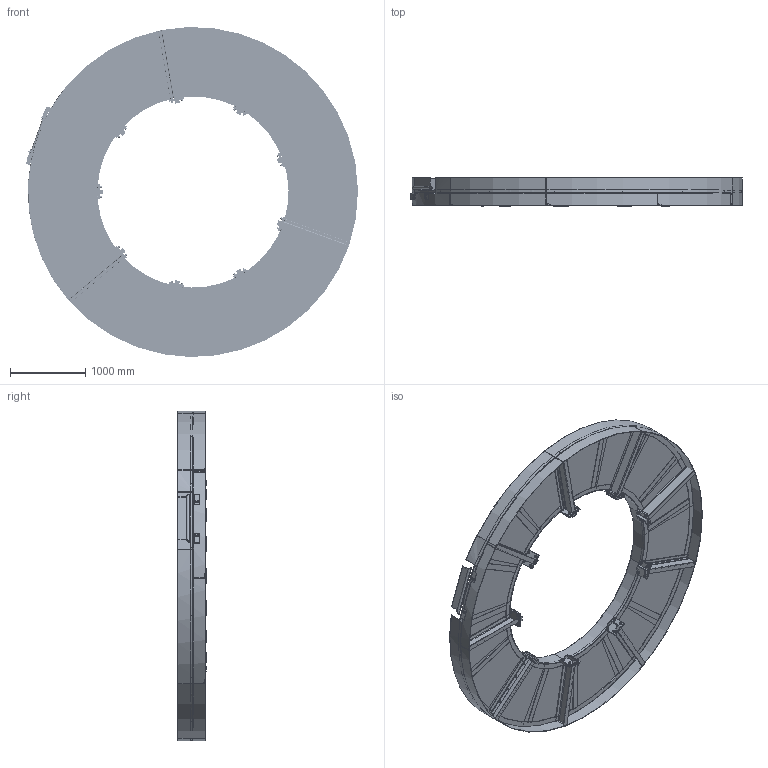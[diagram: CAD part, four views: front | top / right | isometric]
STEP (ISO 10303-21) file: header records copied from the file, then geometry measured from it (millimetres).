
FILE_DESCRIPTION(('CoCreate Modeling STEP Export'),'2;1');
FILE_NAME('ring_piece.stp','2009-01-28T12:50:03',(''),(''),'CoCreate Modeling STEP processor for AP214 (Solid Model)','CoCreate Modeling 17.00P1204 04-Dec-2008 (C) Parametric Technology GmbH','');
FILE_SCHEMA(('AUTOMOTIVE_DESIGN { 1 0 10303 214 1 1 1 1 }'));
Length unit declared in the file: millimetre
Products named in the file (84): p1; 60211.1; 37551; 22734.16; 38015.23; 38637.12; 39156.23; 22485.3; 38635.35; 39134.24; 5093113; 5093112.14; 5093096.3; 5093086.1; 5093085.2; 5093092.1; 5093091; 5093090; 5093089; 5093088; 5093087; 5093086.2; 5093084.1; 5093086; 5093092; 5093084; 5093123; 5093117; 5093115; 5093109; 5093108; 5093104; 5093103; 5093102; 5093097; 5093112.7; 5093112.4; 5093083; 5093063; 5093064 ...
Assembly tree (355 placements, depth 9):
  p1
  upper.stp
    p1
    part2_5093039.stp
      5093022_asm.stp
        5093022_ASM
          36949  x2
          5093151.1  x2
          53630  x2
          5093144
            a1
          5093145
          5118741
            5093068
            5093045
              a1
            5093065
          55499
            a1
          60210
          5093156
          60176
          60211.1  x2
          5093023
            38635.35  x19
            39134.24  x19
            38013.3  x19
            22485.3  x19
            5093124
            5093136
            5093024
              5093025
                5093041.2  x9
                5093042  x9
                5093045
                  a1
              5093062
                5093064
                5093063
            5093083
              5093112.4
                5093113
              5093112.7
                5093113
              5093112.14  x13
                5093113
              5093097
                5093091
                5093092
                5093086.2
                5093092.1
                5093089
                5093088
                5093085.2  x3
                5093086
                5093086.1
                5093087
                5093090
                5093102
                5093103
Bounding box: 4426.38 x 375 x 4398.49 mm (x, y, z)
Volume: 465397051.7 mm3; surface area: 47713587.6 mm2
Topology: 302 solids, 302 shells, 6910 faces, 17304 edges, 11108 vertices
Faces by surface type: plane 3049, cylinder 1991, cone 1760, torus 110
Entity records: 24382 total; most frequent: CARTESIAN_POINT 5921, DIRECTION 3336, ORIENTED_EDGE 3230, EDGE_CURVE 1615, AXIS2_PLACEMENT_3D 1248, VERTEX_POINT 1061, VECTOR 840, LINE 840
